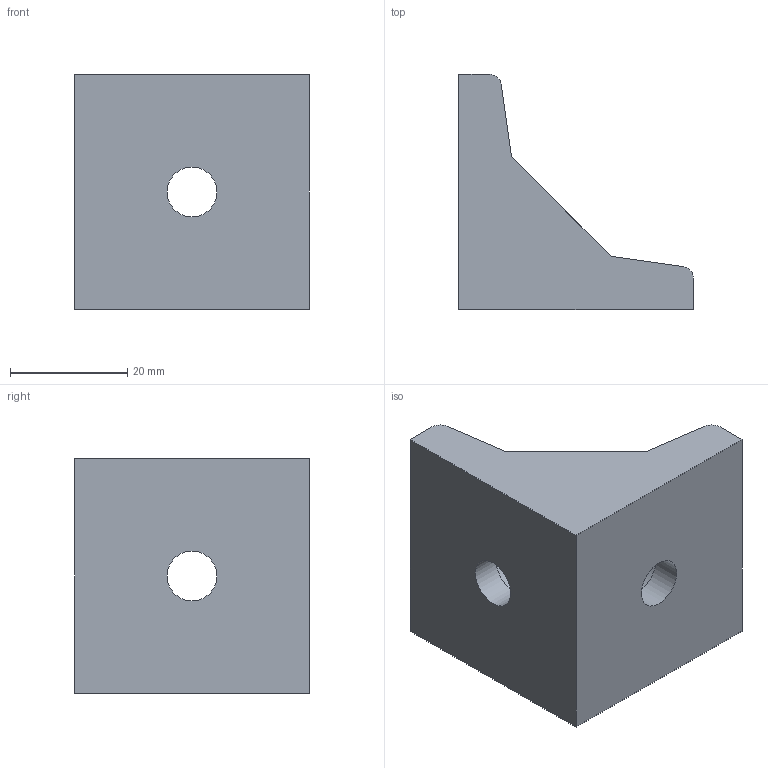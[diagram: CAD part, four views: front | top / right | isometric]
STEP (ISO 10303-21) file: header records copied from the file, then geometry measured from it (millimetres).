
FILE_DESCRIPTION(/* description */ ('Aluwinkel-40x40x120'),/* implementation_level */ '2;1');
FILE_NAME(/* name */ '11262_KriTec_Winkel_8_40x40x40.stp',/* time_stamp */ '2016-07-07T15:37:47+02:00',/* author */ ('Steiner'),/* organization */ (''),/* preprocessor_version */ 'ST-DEVELOPER v16.1',/* originating_system */ 'Autodesk Inventor 2016',/* authorisation */ '');
FILE_SCHEMA (('AUTOMOTIVE_DESIGN { 1 0 10303 214 3 1 1 }'));
Length unit declared in the file: millimetre
Products named in the file (1): 11262_KriTec_Winkel_8_40x40x40
Bounding box: 40 x 40 x 40 mm (x, y, z)
Volume: 26487 mm3; surface area: 8078.9 mm2
Topology: 1 solids, 1 shells, 18 faces, 48 edges, 32 vertices
Faces by surface type: plane 12, cylinder 6
Full cylindrical faces by diameter (mm): 8.5 x2, 15 x2
Entity records: 563 total; most frequent: DIRECTION 97, CARTESIAN_POINT 91, ORIENTED_EDGE 84, EDGE_CURVE 42, AXIS2_PLACEMENT_3D 36, VERTEX_POINT 30, EDGE_LOOP 26, LINE 25
